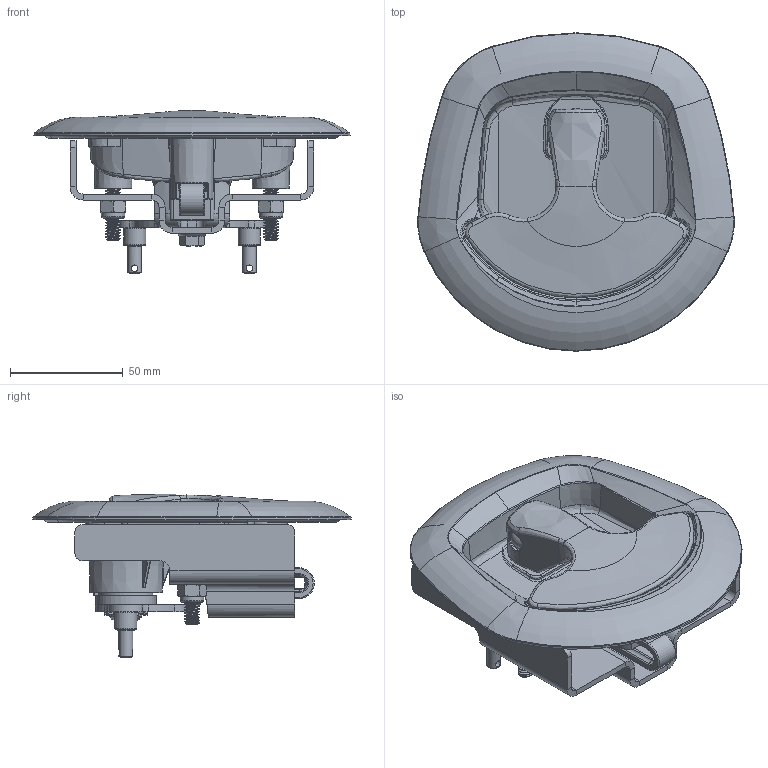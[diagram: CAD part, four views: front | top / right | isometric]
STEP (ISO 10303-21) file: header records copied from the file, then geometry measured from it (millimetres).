
FILE_DESCRIPTION(/* description */ (''),/* implementation_level */ '2;1');
FILE_NAME(/* name */ '28520.stp',/* time_stamp */ '2020-10-06T10:45:39-04:00',/* author */ ('jenniferk'),/* organization */ (''),/* preprocessor_version */ 'ST-DEVELOPER v18.1',/* originating_system */ 'Autodesk Inventor 2020',/* authorisation */ '');
FILE_SCHEMA (('AUTOMOTIVE_DESIGN { 1 0 10303 214 3 1 1 }'));
Length unit declared in the file: inch
Products named in the file (1): 28520_Shrinkwrap_1
Bounding box: 140.07 x 141.04 x 72.62 mm (x, y, z)
Volume: 144468.9 mm3; surface area: 125750.3 mm2
Topology: 26 solids, 26 shells, 5339 faces, 13602 edges, 8404 vertices
Faces by surface type: plane 2265, bspline 1505, cylinder 754, torus 419, cone 241, sphere 155
Full cylindrical faces by diameter (mm): 2 x1, 2.896 x2, 3.493 x1, 3.759 x1, 4.286 x1, 4.483 x1, 4.699 x1, 4.7 x40, 4.826 x2, 4.978 x3, 5.004 x1, 6.096 x2, 6.159 x2, 6.35 x42, 7.137 x2, 9.779 x2, 10 x1, 10.43 x2, 11.201 x1, 12.662 x2, 12.8 x2, 13.891 x2, 14.224 x1, 15.875 x1, 15.9 x1, 16.51 x1, 16.8 x1, 18.49 x1, 20.084 x1, 26.975 x1
Entity records: 202373 total; most frequent: CARTESIAN_POINT 76964, ORIENTED_EDGE 26998, DIRECTION 21731, EDGE_CURVE 13499, VERTEX_POINT 8404, AXIS2_PLACEMENT_3D 7599, LINE 6533, VECTOR 6533
